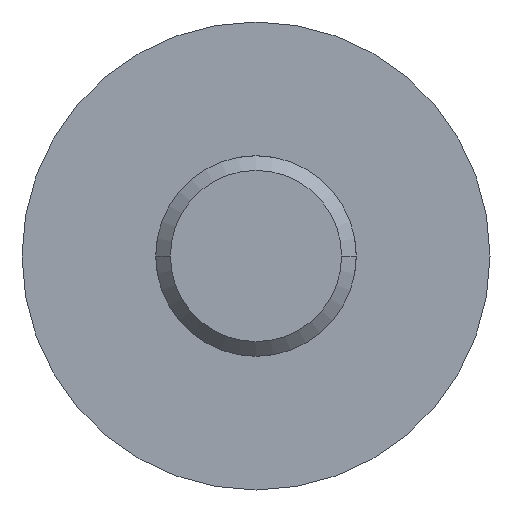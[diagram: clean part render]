
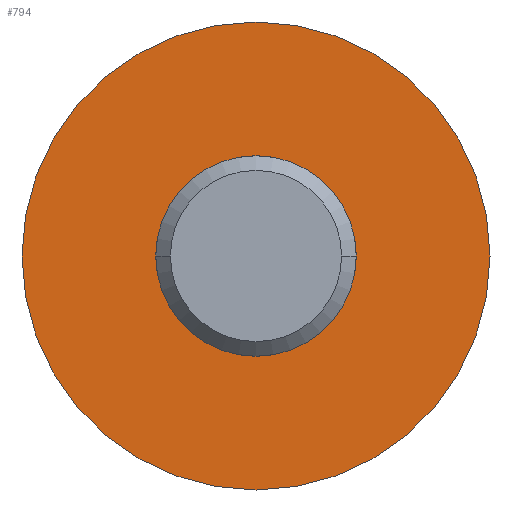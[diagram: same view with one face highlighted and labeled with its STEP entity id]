
A CAD part, front view. The second image highlights one B-rep face of the part: STEP entity #794.
In plain terms, the highlighted planar face has unit normal (0, -1, 0).
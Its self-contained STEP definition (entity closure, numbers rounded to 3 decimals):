
#56 = FACE_OUTER_BOUND ( 'NONE', #387, .T. ) ;
#74 = DIRECTION ( 'NONE',  ( 0., 0., -1. ) ) ;
#116 = ORIENTED_EDGE ( 'NONE', *, *, #455, .T. ) ;
#187 = ORIENTED_EDGE ( 'NONE', *, *, #242, .T. ) ;
#242 = EDGE_CURVE ( 'NONE', #896, #812, #567, .T. ) ;
#303 = VERTEX_POINT ( 'NONE', #795 ) ;
#308 = AXIS2_PLACEMENT_3D ( 'NONE', #864, #915, #548 ) ;
#333 = CARTESIAN_POINT ( 'NONE',  ( 0., 0., -14. ) ) ;
#335 = AXIS2_PLACEMENT_3D ( 'NONE', #803, #578, #74 ) ;
#336 = PLANE ( 'NONE',  #633 ) ;
#345 = CARTESIAN_POINT ( 'NONE',  ( 9., 0., 0. ) ) ;
#347 = EDGE_CURVE ( 'NONE', #502, #303, #832, .T. ) ;
#352 = CIRCLE ( 'NONE', #523, 6. ) ;
#381 = ORIENTED_EDGE ( 'NONE', *, *, #347, .T. ) ;
#387 = EDGE_LOOP ( 'NONE', ( #116, #187 ) ) ;
#407 = DIRECTION ( 'NONE',  ( 0., 1., 0. ) ) ;
#449 = ORIENTED_EDGE ( 'NONE', *, *, #686, .T. ) ;
#455 = EDGE_CURVE ( 'NONE', #812, #896, #474, .T. ) ;
#474 = CIRCLE ( 'NONE', #308, 14. ) ;
#502 = VERTEX_POINT ( 'NONE', #521 ) ;
#521 = CARTESIAN_POINT ( 'NONE',  ( -6., 0., 0. ) ) ;
#523 = AXIS2_PLACEMENT_3D ( 'NONE', #602, #904, #755 ) ;
#524 = DIRECTION ( 'NONE',  ( -1., 0., 0. ) ) ;
#548 = DIRECTION ( 'NONE',  ( 0., 0., -1. ) ) ;
#567 = CIRCLE ( 'NONE', #335, 14. ) ;
#578 = DIRECTION ( 'NONE',  ( 0., -1., 0. ) ) ;
#602 = CARTESIAN_POINT ( 'NONE',  ( 0., 0., 0. ) ) ;
#633 = AXIS2_PLACEMENT_3D ( 'NONE', #345, #407, #781 ) ;
#679 = EDGE_LOOP ( 'NONE', ( #381, #449 ) ) ;
#686 = EDGE_CURVE ( 'NONE', #303, #502, #352, .T. ) ;
#755 = DIRECTION ( 'NONE',  ( -1., 0., 0. ) ) ;
#770 = FACE_BOUND ( 'NONE', #679, .T. ) ;
#781 = DIRECTION ( 'NONE',  ( -1., 0., 0. ) ) ;
#794 = ADVANCED_FACE ( 'NONE', ( #770, #56 ), #336, .F. ) ;
#795 = CARTESIAN_POINT ( 'NONE',  ( 6., 0., 0. ) ) ;
#803 = CARTESIAN_POINT ( 'NONE',  ( 0., 0., 0. ) ) ;
#812 = VERTEX_POINT ( 'NONE', #333 ) ;
#817 = AXIS2_PLACEMENT_3D ( 'NONE', #894, #869, #524 ) ;
#832 = CIRCLE ( 'NONE', #817, 6. ) ;
#864 = CARTESIAN_POINT ( 'NONE',  ( 0., 0., 0. ) ) ;
#865 = CARTESIAN_POINT ( 'NONE',  ( 0., 0., 14. ) ) ;
#869 = DIRECTION ( 'NONE',  ( 0., 1., 0. ) ) ;
#894 = CARTESIAN_POINT ( 'NONE',  ( 0., 0., 0. ) ) ;
#896 = VERTEX_POINT ( 'NONE', #865 ) ;
#904 = DIRECTION ( 'NONE',  ( 0., 1., 0. ) ) ;
#915 = DIRECTION ( 'NONE',  ( 0., -1., 0. ) ) ;
